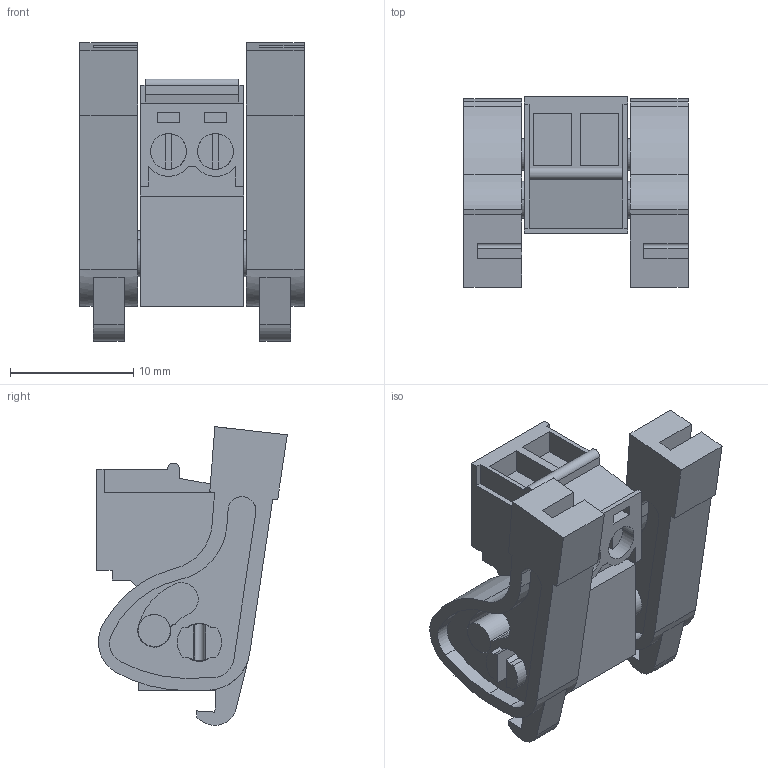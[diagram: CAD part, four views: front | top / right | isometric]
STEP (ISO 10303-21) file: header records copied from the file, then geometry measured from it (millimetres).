
FILE_DESCRIPTION(('CATIA V5 STEP Exchange','CAx-IF Rec.Pracs.--- Model Styling and Organization---1.2---2011-12-15'),'2;1');
FILE_NAME ('D1462180_0', '2018-05-08T10:10:55+00:00', ('none'), ('Weidmueller'), 'CATIA Version 5-6 Release 2014', 'CATIA V5 STEP AP214', 'none');
FILE_SCHEMA(('AUTOMOTIVE_DESIGN { 1 0 10303 214 1 1 1 1 }'));
Length unit declared in the file: millimetre
Products named in the file (1): 2442050000
Bounding box: 18.21 x 15.48 x 24.25 mm (x, y, z)
Volume: 2129.3 mm3; surface area: 3203.3 mm2
Topology: 7 solids, 7 shells, 307 faces, 817 edges, 542 vertices
Faces by surface type: plane 210, cylinder 97
Entity records: 8937 total; most frequent: CARTESIAN_POINT 1764, ORIENTED_EDGE 1634, DIRECTION 1164, EDGE_CURVE 817, VECTOR 579, LINE 579, VERTEX_POINT 542, AXIS2_PLACEMENT_3D 392
